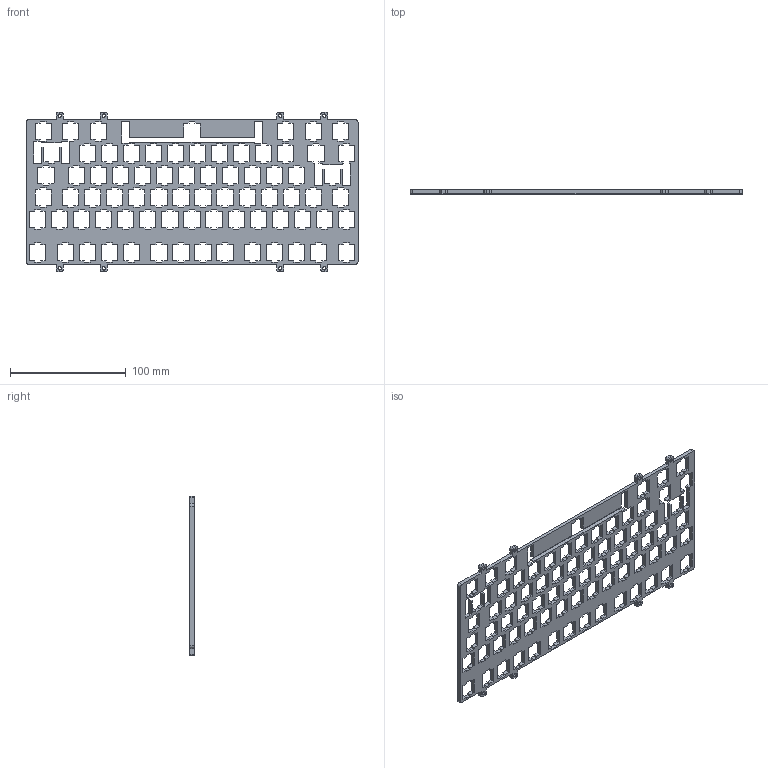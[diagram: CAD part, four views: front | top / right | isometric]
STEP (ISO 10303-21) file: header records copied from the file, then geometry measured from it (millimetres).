
FILE_DESCRIPTION(/* description */ (''),/* implementation_level */ '2;1');
FILE_NAME(/* name */ 'MC-MidPlate-HHKB13F-MX.step',/* time_stamp */ '2019-08-01T23:48:45+07:00',/* author */ (''),/* organization */ (''),/* preprocessor_version */ 'ST-DEVELOPER v18',/* originating_system */ 'Autodesk Translation Framework v8.2.0.1029',/* authorisation */ '');
FILE_SCHEMA (('AUTOMOTIVE_DESIGN { 1 0 10303 214 3 1 1 }'));
Length unit declared in the file: millimetre
Products named in the file (1): MC-MidPlate-HHKB13F-MX
Bounding box: 286.8 x 3.5 x 137.93 mm (x, y, z)
Volume: 65683.8 mm3; surface area: 58800.7 mm2
Topology: 1 solids, 1 shells, 1316 faces, 3942 edges, 2628 vertices
Faces by surface type: plane 974, cylinder 342
Full cylindrical faces by diameter (mm): 3 x8
Entity records: 44422 total; most frequent: CARTESIAN_POINT 7887, ORIENTED_EDGE 7884, DIRECTION 7260, EDGE_CURVE 3942, LINE 3258, VECTOR 3258, VERTEX_POINT 2628, AXIS2_PLACEMENT_3D 2001
